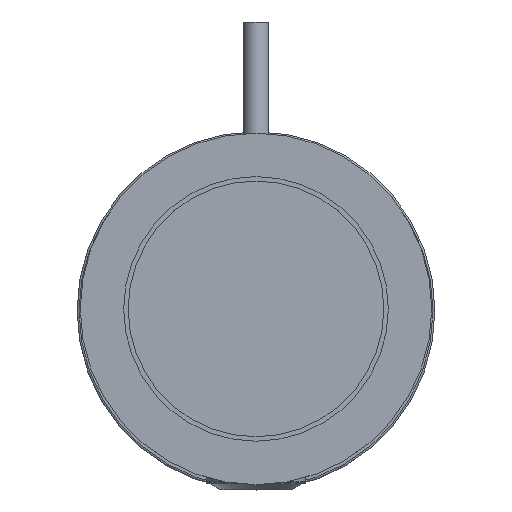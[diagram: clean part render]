
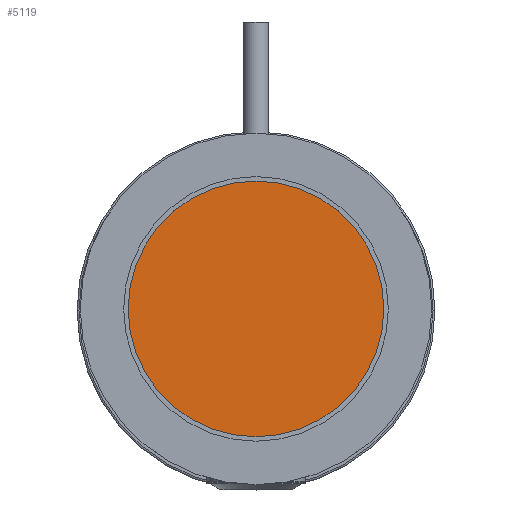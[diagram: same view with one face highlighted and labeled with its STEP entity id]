
A CAD part, top view. The second image highlights one B-rep face of the part: STEP entity #5119.
In plain terms, the highlighted planar face has unit normal (0, 0, 1).
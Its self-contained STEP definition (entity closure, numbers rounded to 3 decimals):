
#261=PLANE('',#6044);
#2088=ORIENTED_EDGE('',*,*,#2912,.F.);
#2912=EDGE_CURVE('',#3441,#3441,#3738,.T.);
#3441=VERTEX_POINT('',#9762);
#3738=CIRCLE('',#6040,200.);
#4137=EDGE_LOOP('',(#2088));
#4633=FACE_BOUND('',#4137,.T.);
#5119=ADVANCED_FACE('',(#4633),#261,.F.);
#6040=AXIS2_PLACEMENT_3D('',#9761,#7295,#7296);
#6044=AXIS2_PLACEMENT_3D('',#9767,#7303,#7304);
#7295=DIRECTION('',(0.,0.,-1.));
#7296=DIRECTION('',(1.,0.,0.));
#7303=DIRECTION('',(0.,0.,-1.));
#7304=DIRECTION('',(-1.,0.,0.));
#9761=CARTESIAN_POINT('',(0.,0.,0.));
#9762=CARTESIAN_POINT('',(200.,0.,0.));
#9767=CARTESIAN_POINT('',(0.,0.,0.));
